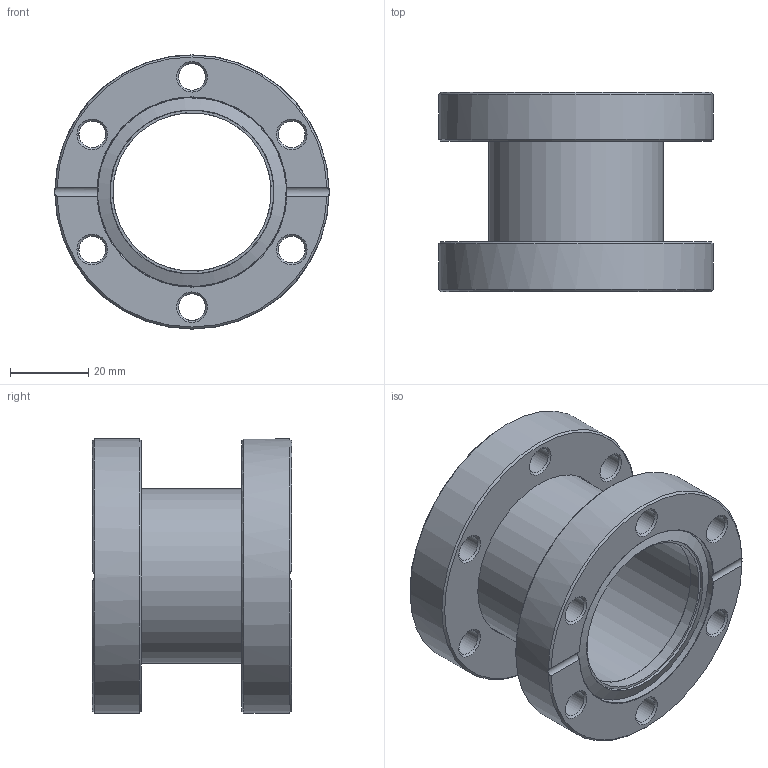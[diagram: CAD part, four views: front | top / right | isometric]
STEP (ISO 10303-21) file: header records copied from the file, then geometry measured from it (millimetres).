
FILE_DESCRIPTION (( 'STEP AP203' ), '1' );
FILE_NAME ('TSCF041051RSC.STEP', '2022-11-18T08:59:30', ( '' ), ( '' ), 'SwSTEP 2.0', 'SolidWorks 2022', '' );
FILE_SCHEMA (( 'CONFIG_CONTROL_DESIGN' ));
Length unit declared in the file: millimetre
Products named in the file (5): DN40CF-INNER; DN40CF; TSCF041051RSC; TSCF041051RSC-BODY; DN40CF-OUTER
Assembly tree (4 placements, depth 2):
  TSCF041051RSC
    TSCF041051RSC-BODY
    DN40CF
    DN40CF-INNER
    DN40CF-OUTER
Bounding box: 69.9 x 50.8 x 69.9 mm (x, y, z)
Volume: 63094.6 mm3; surface area: 35429.8 mm2
Topology: 4 solids, 4 shells, 79 faces, 181 edges, 112 vertices
Faces by surface type: cone 36, cylinder 28, plane 14, torus 1
Full cylindrical faces by diameter (mm): 6.8 x12, 40.4 x3, 44.45 x1, 45 x2, 46 x1, 48.1 x1, 48.3 x1, 48.31 x1, 69.85 x1, 69.9 x1
Entity records: 2555 total; most frequent: CARTESIAN_POINT 434, DIRECTION 358, ORIENTED_EDGE 234, AXIS2_PLACEMENT_3D 175, EDGE_LOOP 168, EDGE_CURVE 117, FACE_OUTER_BOUND 104, VERTEX_POINT 103
